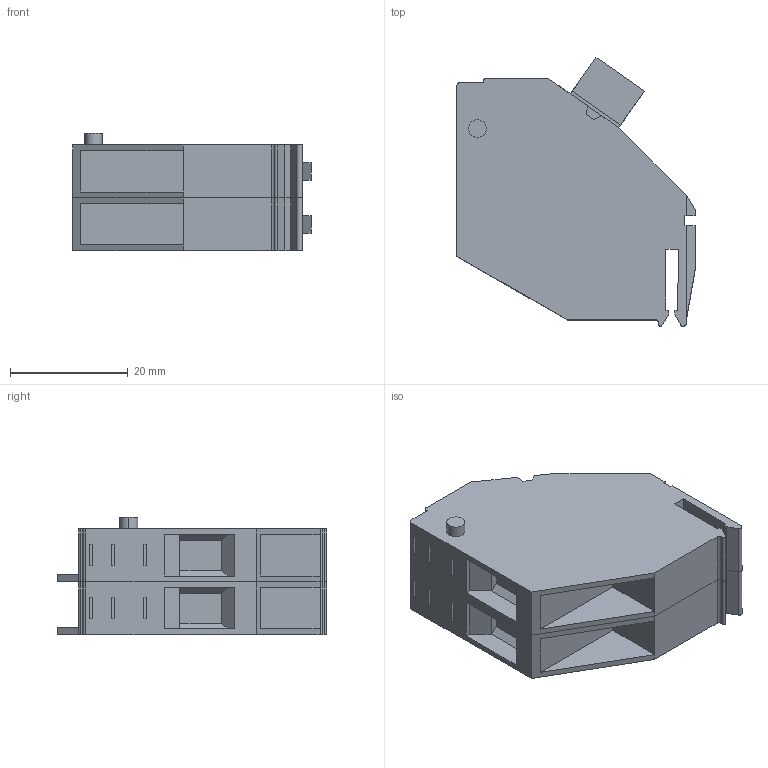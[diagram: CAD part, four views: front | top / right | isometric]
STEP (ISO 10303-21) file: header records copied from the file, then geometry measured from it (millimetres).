
FILE_DESCRIPTION((''),'2;1');
FILE_NAME('TK100_STEP_ASM','2013-11-14T',('Christoph Neumann'),(''),'PRO/ENGINEER BY PARAMETRIC TECHNOLOGY CORPORATION, 2013130','PRO/ENGINEER BY PARAMETRIC TECHNOLOGY CORPORATION, 2013130','');
FILE_SCHEMA(('CONFIG_CONTROL_DESIGN'));
Length unit declared in the file: millimetre
Products named in the file (3): TK100_DUMMY_SKEL; TK100_STEP; TK100_STEP_ASM
Assembly tree (3 placements, depth 2):
  TK100_STEP_ASM
    TK100_DUMMY_SKEL
    TK100_STEP  x2
Bounding box: 40.5 x 45.77 x 20 mm (x, y, z)
Volume: 20630.9 mm3; surface area: 9727.4 mm2
Topology: 2 solids, 2 shells, 214 faces, 568 edges, 374 vertices
Faces by surface type: plane 188, cylinder 26
Entity records: 3366 total; most frequent: CARTESIAN_POINT 584, ORIENTED_EDGE 568, DIRECTION 536, EDGE_CURVE 284, VECTOR 258, LINE 258, VERTEX_POINT 187, AXIS2_PLACEMENT_3D 139
